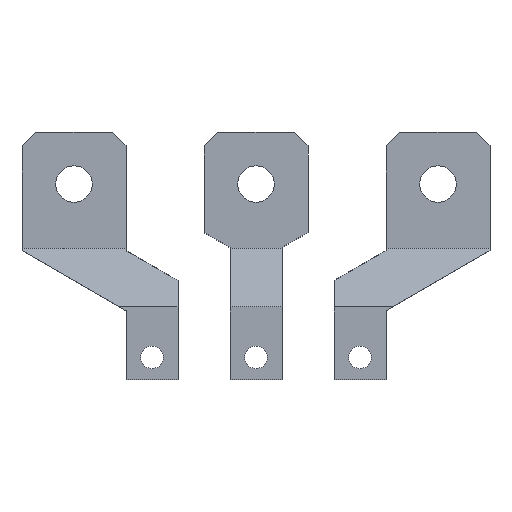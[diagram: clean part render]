
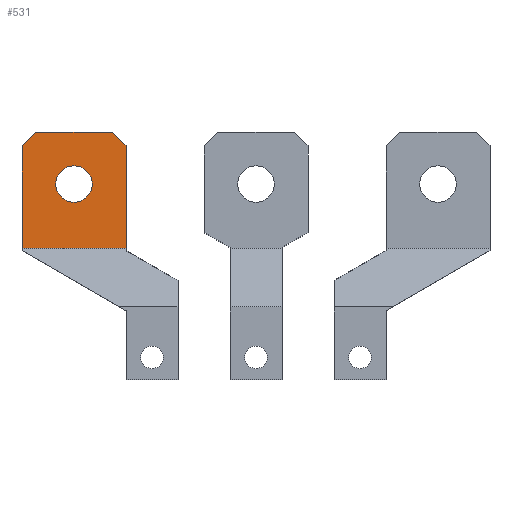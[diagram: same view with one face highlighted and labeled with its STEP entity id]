
A CAD part, front view. The second image highlights one B-rep face of the part: STEP entity #531.
In plain terms, the highlighted planar face has unit normal (0, -1, 0).
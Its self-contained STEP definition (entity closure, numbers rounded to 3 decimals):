
#503=AXIS2_PLACEMENT_3D('Plane Axis2P3D',#500,#501,#502) ;
#515=AXIS2_PLACEMENT_3D('Circle Axis2P3D',#513,#514,$) ;
#524=AXIS2_PLACEMENT_3D('Circle Axis2P3D',#522,#523,$) ;
#94=CARTESIAN_POINT('Line Origine',(-52.5,25.5,152.)) ;
#98=CARTESIAN_POINT('Vertex',(-63.5,25.5,152.)) ;
#100=CARTESIAN_POINT('Vertex',(-41.5,25.5,152.)) ;
#138=CARTESIAN_POINT('Vertex',(-37.5,25.5,148.)) ;
#148=CARTESIAN_POINT('Line Origine',(-39.5,25.5,150.)) ;
#176=CARTESIAN_POINT('Vertex',(-67.5,25.5,148.)) ;
#179=CARTESIAN_POINT('Line Origine',(-65.5,25.5,150.)) ;
#210=CARTESIAN_POINT('Line Origine',(-37.5,25.5,133.25)) ;
#214=CARTESIAN_POINT('Vertex',(-37.5,25.5,118.5)) ;
#253=CARTESIAN_POINT('Vertex',(-67.5,25.5,118.5)) ;
#256=CARTESIAN_POINT('Line Origine',(-67.5,25.5,133.25)) ;
#485=CARTESIAN_POINT('Line Origine',(-52.5,25.5,118.5)) ;
#500=CARTESIAN_POINT('Axis2P3D Location',(0.,25.5,175.)) ;
#513=CARTESIAN_POINT('Axis2P3D Location',(-52.5,25.5,137.)) ;
#517=CARTESIAN_POINT('Vertex',(-57.75,25.5,137.)) ;
#519=CARTESIAN_POINT('Vertex',(-47.25,25.5,137.)) ;
#522=CARTESIAN_POINT('Axis2P3D Location',(-52.5,25.5,137.)) ;
#95=DIRECTION('Vector Direction',(1.,0.,0.)) ;
#149=DIRECTION('Vector Direction',(-0.707,0.,0.707)) ;
#180=DIRECTION('Vector Direction',(-0.707,0.,-0.707)) ;
#211=DIRECTION('Vector Direction',(0.,0.,-1.)) ;
#257=DIRECTION('Vector Direction',(0.,0.,-1.)) ;
#486=DIRECTION('Vector Direction',(-1.,0.,0.)) ;
#501=DIRECTION('Axis2P3D Direction',(0.,1.,0.)) ;
#502=DIRECTION('Axis2P3D XDirection',(0.,0.,-1.)) ;
#514=DIRECTION('Axis2P3D Direction',(0.,1.,0.)) ;
#523=DIRECTION('Axis2P3D Direction',(0.,1.,0.)) ;
#96=VECTOR('Line Direction',#95,1.) ;
#150=VECTOR('Line Direction',#149,1.) ;
#181=VECTOR('Line Direction',#180,1.) ;
#212=VECTOR('Line Direction',#211,1.) ;
#258=VECTOR('Line Direction',#257,1.) ;
#487=VECTOR('Line Direction',#486,1.) ;
#506=ORIENTED_EDGE('',*,*,#216,.F.) ;
#507=ORIENTED_EDGE('',*,*,#152,.T.) ;
#508=ORIENTED_EDGE('',*,*,#102,.F.) ;
#509=ORIENTED_EDGE('',*,*,#183,.T.) ;
#510=ORIENTED_EDGE('',*,*,#260,.T.) ;
#511=ORIENTED_EDGE('',*,*,#489,.F.) ;
#528=ORIENTED_EDGE('',*,*,#521,.T.) ;
#529=ORIENTED_EDGE('',*,*,#526,.T.) ;
#530=FACE_BOUND('',#527,.T.) ;
#531=ADVANCED_FACE('Terminali anteriori divaricati ES superiori',(#512,#530),#504,.F.) ;
#516=CIRCLE('generated circle',#515,5.25) ;
#525=CIRCLE('generated circle',#524,5.25) ;
#102=EDGE_CURVE('',#99,#101,#97,.T.) ;
#152=EDGE_CURVE('',#139,#101,#151,.T.) ;
#183=EDGE_CURVE('',#99,#177,#182,.T.) ;
#216=EDGE_CURVE('',#139,#215,#213,.T.) ;
#260=EDGE_CURVE('',#177,#254,#259,.T.) ;
#489=EDGE_CURVE('',#215,#254,#488,.T.) ;
#521=EDGE_CURVE('',#518,#520,#516,.T.) ;
#526=EDGE_CURVE('',#520,#518,#525,.T.) ;
#505=EDGE_LOOP('',(#506,#507,#508,#509,#510,#511)) ;
#527=EDGE_LOOP('',(#528,#529)) ;
#512=FACE_OUTER_BOUND('',#505,.T.) ;
#97=LINE('Line',#94,#96) ;
#151=LINE('Line',#148,#150) ;
#182=LINE('Line',#179,#181) ;
#213=LINE('Line',#210,#212) ;
#259=LINE('Line',#256,#258) ;
#488=LINE('Line',#485,#487) ;
#504=PLANE('',#503) ;
#99=VERTEX_POINT('',#98) ;
#101=VERTEX_POINT('',#100) ;
#139=VERTEX_POINT('',#138) ;
#177=VERTEX_POINT('',#176) ;
#215=VERTEX_POINT('',#214) ;
#254=VERTEX_POINT('',#253) ;
#518=VERTEX_POINT('',#517) ;
#520=VERTEX_POINT('',#519) ;
